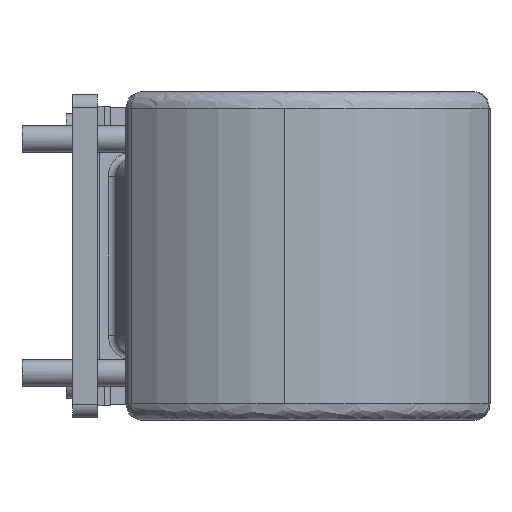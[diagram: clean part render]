
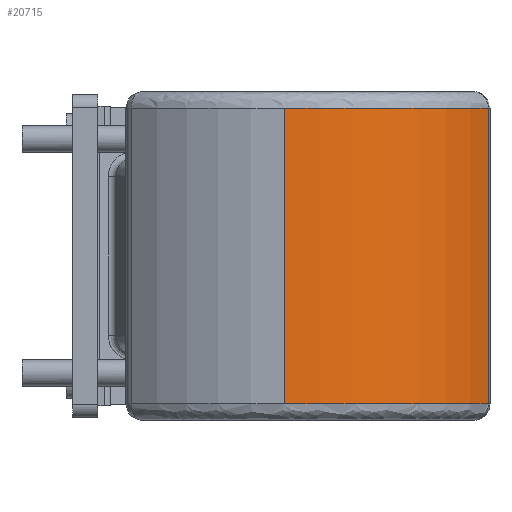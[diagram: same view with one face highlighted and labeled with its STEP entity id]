
A CAD part, left-side view. The second image highlights one B-rep face of the part: STEP entity #20715.
In plain terms, the highlighted cylindrical face has radius 18.024 mm (diameter 36.048 mm), a partial arc.
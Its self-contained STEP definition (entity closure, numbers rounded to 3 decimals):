
#1492 = VERTEX_POINT ( 'NONE', #20582 ) ;
#1863 = CARTESIAN_POINT ( 'NONE',  ( -8.805, -16.112, 20.65 ) ) ;
#1937 = ORIENTED_EDGE ( 'NONE', *, *, #6058, .T. ) ;
#2130 = AXIS2_PLACEMENT_3D ( 'NONE', #18059, #15745, #24724 ) ;
#3676 = ORIENTED_EDGE ( 'NONE', *, *, #11320, .T. ) ;
#3730 = CARTESIAN_POINT ( 'NONE',  ( -18.75, 0., 20.65 ) ) ;
#3852 = ORIENTED_EDGE ( 'NONE', *, *, #12076, .T. ) ;
#4605 = CARTESIAN_POINT ( 'NONE',  ( -8.805, -16.112, -4.05 ) ) ;
#6058 = EDGE_CURVE ( 'NONE', #1492, #13071, #14025, .T. ) ;
#6399 = VECTOR ( 'NONE', #12531, 1000. ) ;
#6870 = DIRECTION ( 'NONE',  ( 0., 0., -1. ) ) ;
#8361 = CYLINDRICAL_SURFACE ( 'NONE', #20972, 18.024 ) ;
#8838 = ORIENTED_EDGE ( 'NONE', *, *, #17989, .T. ) ;
#10090 = CIRCLE ( 'NONE', #2130, 18.024 ) ;
#10838 = DIRECTION ( 'NONE',  ( -1., 0., 0. ) ) ;
#11320 = EDGE_CURVE ( 'NONE', #17479, #17039, #10090, .T. ) ;
#12076 = EDGE_CURVE ( 'NONE', #17039, #1492, #15317, .T. ) ;
#12531 = DIRECTION ( 'NONE',  ( 0., 0., -1. ) ) ;
#13071 = VERTEX_POINT ( 'NONE', #4605 ) ;
#14025 = CIRCLE ( 'NONE', #20076, 18.024 ) ;
#15152 = EDGE_LOOP ( 'NONE', ( #3676, #3852, #1937, #8838 ) ) ;
#15317 = LINE ( 'NONE', #3730, #6399 ) ;
#15415 = CARTESIAN_POINT ( 'NONE',  ( -0.726, 0., 20.65 ) ) ;
#15745 = DIRECTION ( 'NONE',  ( 0., 0., -1. ) ) ;
#16013 = CARTESIAN_POINT ( 'NONE',  ( -8.805, -16.112, 19.35 ) ) ;
#17039 = VERTEX_POINT ( 'NONE', #25506 ) ;
#17395 = DIRECTION ( 'NONE',  ( 0., 0., 1. ) ) ;
#17479 = VERTEX_POINT ( 'NONE', #16013 ) ;
#17989 = EDGE_CURVE ( 'NONE', #13071, #17479, #24334, .T. ) ;
#18054 = VECTOR ( 'NONE', #17395, 1000. ) ;
#18059 = CARTESIAN_POINT ( 'NONE',  ( -0.726, 0., 19.35 ) ) ;
#19318 = DIRECTION ( 'NONE',  ( -1., 0., 0. ) ) ;
#20076 = AXIS2_PLACEMENT_3D ( 'NONE', #26140, #28536, #19318 ) ;
#20582 = CARTESIAN_POINT ( 'NONE',  ( -18.75, 0., -4.05 ) ) ;
#20715 = ADVANCED_FACE ( 'NONE', ( #28102 ), #8361, .T. ) ;
#20972 = AXIS2_PLACEMENT_3D ( 'NONE', #15415, #6870, #10838 ) ;
#24334 = LINE ( 'NONE', #1863, #18054 ) ;
#24724 = DIRECTION ( 'NONE',  ( -1., 0., 0. ) ) ;
#25506 = CARTESIAN_POINT ( 'NONE',  ( -18.75, 0., 19.35 ) ) ;
#26140 = CARTESIAN_POINT ( 'NONE',  ( -0.726, 0., -4.05 ) ) ;
#28102 = FACE_OUTER_BOUND ( 'NONE', #15152, .T. ) ;
#28536 = DIRECTION ( 'NONE',  ( 0., 0., 1. ) ) ;
